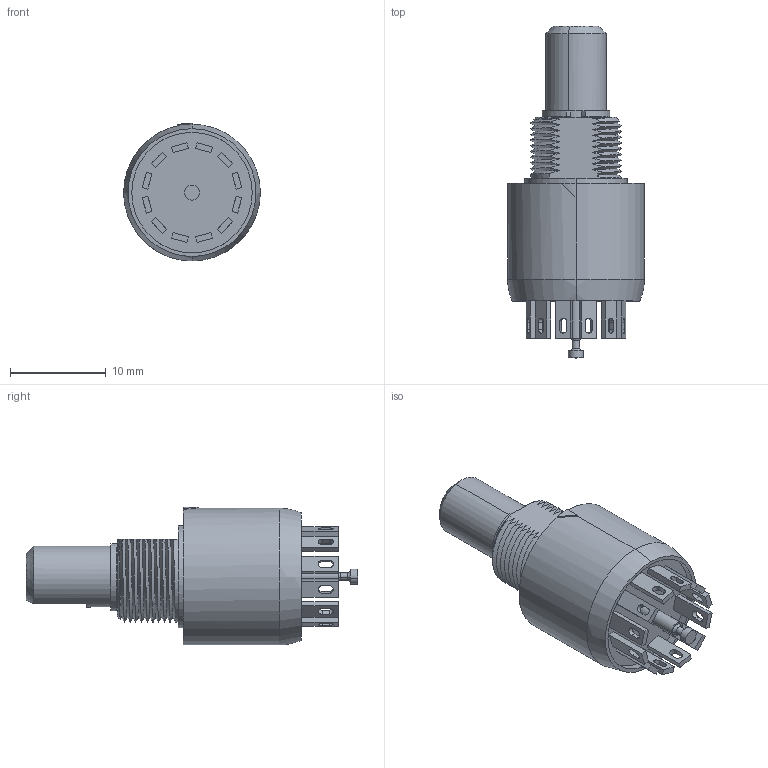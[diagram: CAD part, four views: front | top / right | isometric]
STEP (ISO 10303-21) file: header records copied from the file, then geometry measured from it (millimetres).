
FILE_DESCRIPTION((''),'2;1');
FILE_NAME('51K30-01-1-XXX','2014-06-16T',('jjanota'),(''),'PRO/ENGINEER BY PARAMETRIC TECHNOLOGY CORPORATION, 2011490','PRO/ENGINEER BY PARAMETRIC TECHNOLOGY CORPORATION, 2011490','');
FILE_SCHEMA(('CONFIG_CONTROL_DESIGN'));
Length unit declared in the file: inch
Products named in the file (1): 51K30-01-1-XXX
Bounding box: 14.27 x 34.65 x 14.4 mm (x, y, z)
Volume: 1477.1 mm3; surface area: 3142 mm2
Topology: 3 solids, 3 shells, 882 faces, 2445 edges, 1626 vertices
Faces by surface type: plane 735, cylinder 101, bspline 30, cone 12, torus 4
Entity records: 40523 total; most frequent: CARTESIAN_POINT 8406, ORIENTED_EDGE 4890, DIRECTION 4299, EDGE_CURVE 2445, VECTOR 2089, LINE 2089, VERTEX_POINT 1626, FILL_AREA_STYLE_COLOUR 1497
